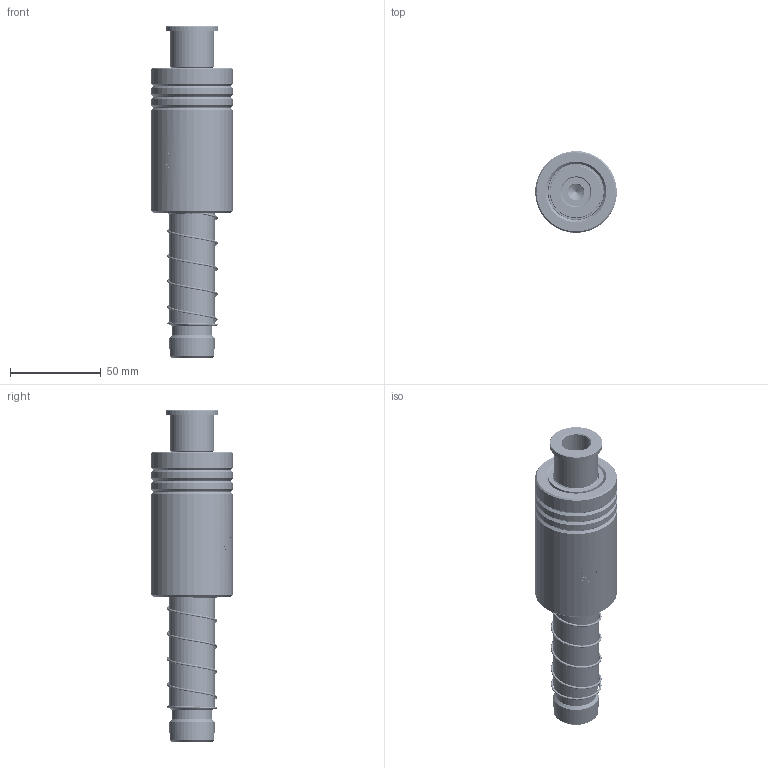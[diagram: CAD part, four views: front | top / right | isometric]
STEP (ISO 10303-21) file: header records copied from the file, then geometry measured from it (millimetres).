
FILE_DESCRIPTION (( 'STEP AP214' ), '1' );
FILE_NAME ('EKSH EKJH-D25-L160(BL-80).STEP', '2021-09-23T07:20:00', ( '' ), ( '' ), 'SwSTEP 2.0', 'SolidWorks 2016', '' );
FILE_SCHEMA (( 'AUTOMOTIVE_DESIGN' ));
Length unit declared in the file: millimetre
Products named in the file (365): BALL-D3; HWP-D27.5-d25.5-L60; BSH-30.5-25.5-L75; GTK-D29-d24; MGK-D25-L160; EKSH EKJH-D25-L160(BL-80); TBB-D45-d31-L80; BSH-D30.5-25.5-L75郪蚾
Assembly tree (359 placements, depth 3):
  BALL-D3
  BALL-D3
  BALL-D3
  BALL-D3
  BALL-D3
Bounding box: 44.96 x 44.96 x 183 mm (x, y, z)
Volume: 164309.5 mm3; surface area: 71345.4 mm2
Topology: 355 solids, 355 shells, 1533 faces, 6695 edges, 4447 vertices
Faces by surface type: sphere 1400, cone 42, cylinder 38, plane 21, torus 18, bspline 14
Entity records: 64923 total; most frequent: CARTESIAN_POINT 36628, ORIENTED_EDGE 4976, DIRECTION 4194, EDGE_CURVE 2488, AXIS2_PLACEMENT_3D 2034, VERTEX_POINT 1635, B_SPLINE_CURVE_WITH_KNOTS 1517, EDGE_LOOP 1511
